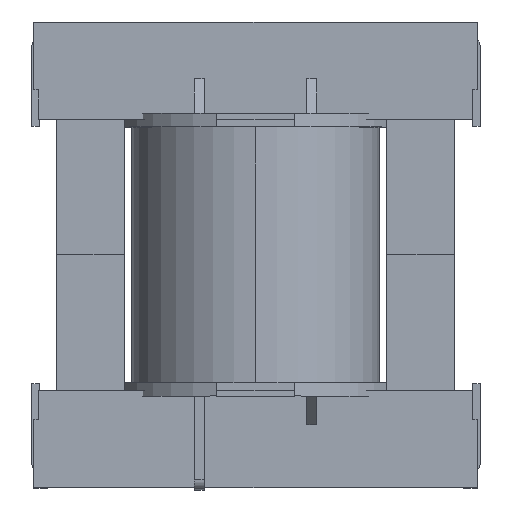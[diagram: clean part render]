
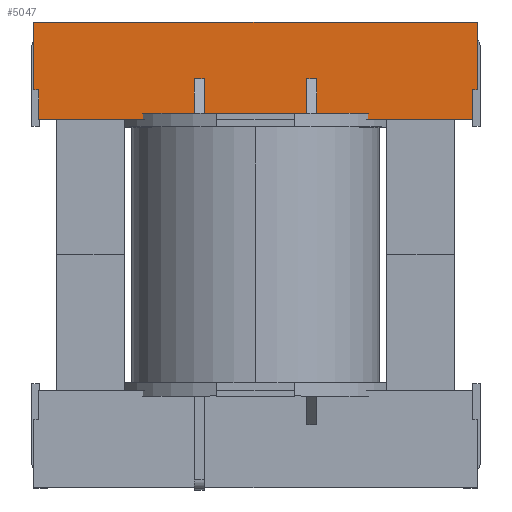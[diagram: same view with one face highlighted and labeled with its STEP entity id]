
A CAD part, top view. The second image highlights one B-rep face of the part: STEP entity #5047.
In plain terms, the highlighted free-form (B-spline) face has degree [1, 1] with [2, 2] control points.
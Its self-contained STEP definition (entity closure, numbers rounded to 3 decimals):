
#4335=CARTESIAN_POINT('',(21.8,16.59,30.55));
#4336=VERTEX_POINT('',#4335);
#4343=CARTESIAN_POINT('',(21.8,13.59,30.55));
#4344=VERTEX_POINT('',#4343);
#4345=CARTESIAN_POINT('',(21.8,16.59,30.55));
#4346=DIRECTION('',(0.0,-1.0,0.0));
#4347=VECTOR('',#4346,3.);
#4348=LINE('',#4345,#4347);
#4349=EDGE_CURVE('',#4336,#4344,#4348,.T.);
#4400=CARTESIAN_POINT('',(-21.8,13.59,30.55));
#4401=VERTEX_POINT('',#4400);
#4408=CARTESIAN_POINT('',(-21.8,16.59,30.55));
#4409=VERTEX_POINT('',#4408);
#4410=CARTESIAN_POINT('',(-21.8,13.59,30.55));
#4411=DIRECTION('',(0.0,1.0,0.0));
#4412=VECTOR('',#4411,3.);
#4413=LINE('',#4410,#4412);
#4414=EDGE_CURVE('',#4401,#4409,#4413,.T.);
#4569=CARTESIAN_POINT('',(-22.3,16.59,30.55));
#4570=VERTEX_POINT('',#4569);
#4577=CARTESIAN_POINT('',(-22.3,23.4,30.55));
#4578=VERTEX_POINT('',#4577);
#4579=CARTESIAN_POINT('',(-22.3,16.59,30.55));
#4580=DIRECTION('',(0.0,1.0,0.0));
#4581=VECTOR('',#4580,6.81);
#4582=LINE('',#4579,#4581);
#4583=EDGE_CURVE('',#4570,#4578,#4582,.T.);
#4606=CARTESIAN_POINT('',(-21.8,16.59,30.55));
#4607=DIRECTION('',(-1.0,0.0,0.0));
#4608=VECTOR('',#4607,0.5);
#4609=LINE('',#4606,#4608);
#4610=EDGE_CURVE('',#4409,#4570,#4609,.T.);
#4997=CARTESIAN_POINT('',(22.3,16.59,30.55));
#4998=VERTEX_POINT('',#4997);
#5005=CARTESIAN_POINT('',(22.3,16.59,30.55));
#5006=DIRECTION('',(-1.0,0.0,0.0));
#5007=VECTOR('',#5006,0.5);
#5008=LINE('',#5005,#5007);
#5009=EDGE_CURVE('',#4998,#4336,#5008,.T.);
#5015=CARTESIAN_POINT('',(-22.3,23.4,30.55));
#5016=CARTESIAN_POINT('',(-22.3,13.59,30.55));
#5017=CARTESIAN_POINT('',(22.3,23.4,30.55));
#5018=CARTESIAN_POINT('',(22.3,13.59,30.55));
#5019=B_SPLINE_SURFACE_WITH_KNOTS('',1,1,((#5015,#5017),(#5016,#5018)),.UNSPECIFIED.,.F.,.F.,.U.,(2,2),(2,2),(0.0,9.81),(0.0,44.6),.UNSPECIFIED.);
#5020=ORIENTED_EDGE('',*,*,#4610,.F.);
#5021=ORIENTED_EDGE('',*,*,#4414,.F.);
#5022=CARTESIAN_POINT('',(-21.8,13.59,30.55));
#5023=DIRECTION('',(1.0,0.0,0.0));
#5024=VECTOR('',#5023,43.6);
#5025=LINE('',#5022,#5024);
#5026=EDGE_CURVE('',#4401,#4344,#5025,.T.);
#5027=ORIENTED_EDGE('',*,*,#5026,.T.);
#5028=ORIENTED_EDGE('',*,*,#4349,.F.);
#5029=ORIENTED_EDGE('',*,*,#5009,.F.);
#5030=CARTESIAN_POINT('',(22.3,23.4,30.55));
#5031=VERTEX_POINT('',#5030);
#5032=CARTESIAN_POINT('',(22.3,16.59,30.55));
#5033=DIRECTION('',(0.0,1.0,0.0));
#5034=VECTOR('',#5033,6.81);
#5035=LINE('',#5032,#5034);
#5036=EDGE_CURVE('',#4998,#5031,#5035,.T.);
#5037=ORIENTED_EDGE('',*,*,#5036,.T.);
#5038=CARTESIAN_POINT('',(-22.3,23.4,30.55));
#5039=DIRECTION('',(1.0,0.0,0.0));
#5040=VECTOR('',#5039,44.6);
#5041=LINE('',#5038,#5040);
#5042=EDGE_CURVE('',#4578,#5031,#5041,.T.);
#5043=ORIENTED_EDGE('',*,*,#5042,.F.);
#5044=ORIENTED_EDGE('',*,*,#4583,.F.);
#5045=EDGE_LOOP('',(#5020,#5021,#5027,#5028,#5029,#5037,#5043,#5044));
#5046=FACE_OUTER_BOUND('',#5045,.T.);
#5047=ADVANCED_FACE('',(#5046),#5019,.T.);
